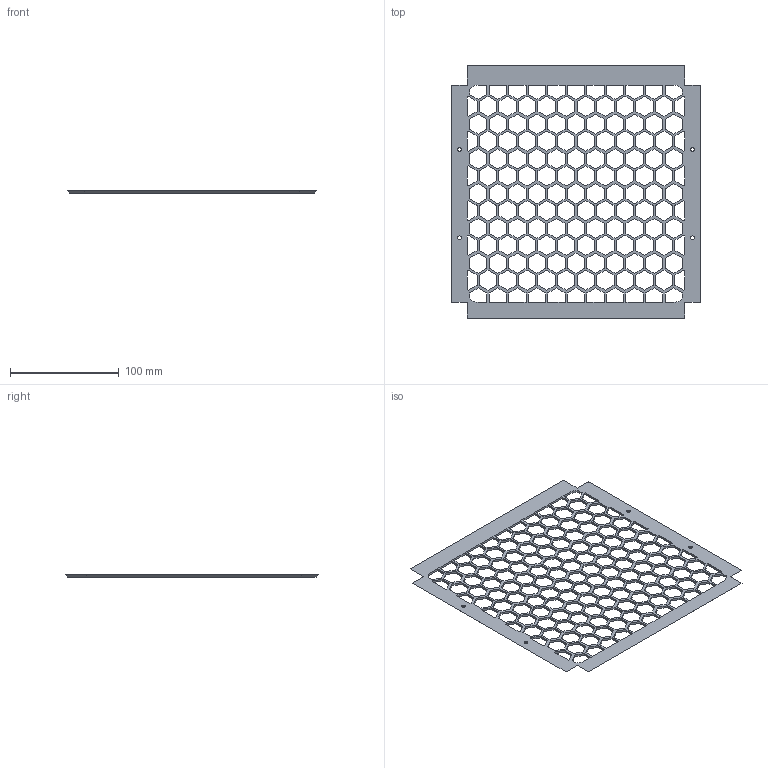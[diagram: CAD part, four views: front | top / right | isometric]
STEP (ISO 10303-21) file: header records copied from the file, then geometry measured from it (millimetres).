
FILE_DESCRIPTION(/* description */ (''),/* implementation_level */ '2;1');
FILE_NAME(/* name */ 'V0_Electronic_Panel_Cover.step',/* time_stamp */ '2024-02-29T13:47:51-06:00',/* author */ (''),/* organization */ (''),/* preprocessor_version */ 'ST-DEVELOPER v20',/* originating_system */ 'Autodesk Translation Framework v12.20.1.177',/* authorisation */ '');
FILE_SCHEMA (('AUTOMOTIVE_DESIGN { 1 0 10303 214 3 1 1 }'));
Length unit declared in the file: millimetre
Products named in the file (1): Bottom
Bounding box: 229.13 x 232.35 x 2 mm (x, y, z)
Volume: 40993.8 mm3; surface area: 59811.4 mm2
Topology: 1 solids, 1 shells, 894 faces, 2676 edges, 1784 vertices
Faces by surface type: plane 886, cylinder 8
Full cylindrical faces by diameter (mm): 3.5 x4
Entity records: 30121 total; most frequent: CARTESIAN_POINT 5355, ORIENTED_EDGE 5352, DIRECTION 4482, EDGE_CURVE 2676, LINE 2660, VECTOR 2660, VERTEX_POINT 1784, EDGE_LOOP 1200
